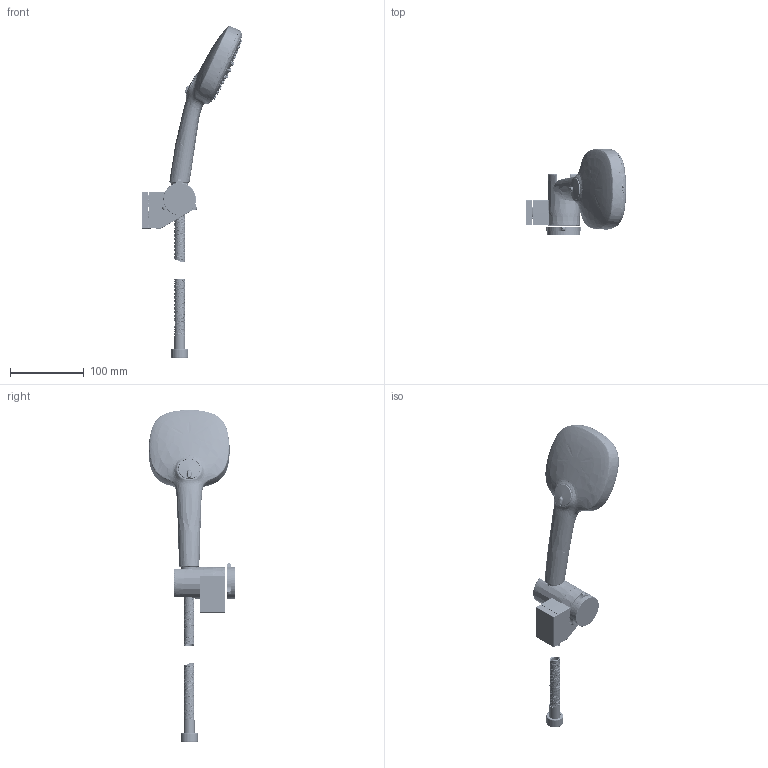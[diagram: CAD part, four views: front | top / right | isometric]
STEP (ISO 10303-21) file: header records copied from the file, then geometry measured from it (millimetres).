
FILE_DESCRIPTION(/* description */ ('Unknown'),/* implementation_level */ '2;1');
FILE_NAME(/* name */ '26943001',/* time_stamp */ '2023-01-31T18:50:35+01:00',/* author */ ('Unknown'),/* organization */ ('GROHE AG'),/* preprocessor_version */ 'ST-DEVELOPER v16.7',/* originating_system */ 'DEX',/* authorisation */ $);
FILE_SCHEMA (('AUTOMOTIVE_DESIGN {1 0 10303 214 3 1 1}'));
Length unit declared in the file: millimetre
Products named in the file (1): 26943001
Bounding box: 136.37 x 117.71 x 450.63 mm (x, y, z)
Volume: 217939.6 mm3; surface area: 191629.9 mm2
Topology: 13 solids, 15 shells, 8474 faces, 21239 edges, 12720 vertices
Faces by surface type: bspline 4903, plane 1508, cylinder 1020, torus 449, cone 378, sphere 216
Full cylindrical faces by diameter (mm): 2.8 x144, 3.7 x72, 4.1 x14, 8.3 x2, 10.8 x2, 12 x2, 14.376 x2, 14.7 x2, 15.1 x1, 15.6 x1, 16 x2, 16.2 x3, 17.996 x4, 18.2 x1, 18.4 x1, 18.631 x2, 19.2 x1, 19.9 x1, 21 x2, 21.2 x4, 22.2 x2, 22.6 x1, 23 x1, 23.8 x1, 30.98 x1, 31 x1, 41 x1, 44 x1
Entity records: 349212 total; most frequent: CARTESIAN_POINT 189689, ORIENTED_EDGE 38780, DIRECTION 21866, EDGE_CURVE 19390, VERTEX_POINT 12093, B_SPLINE_CURVE_WITH_KNOTS 10053, EDGE_LOOP 10025, FACE_BOUND 10025
